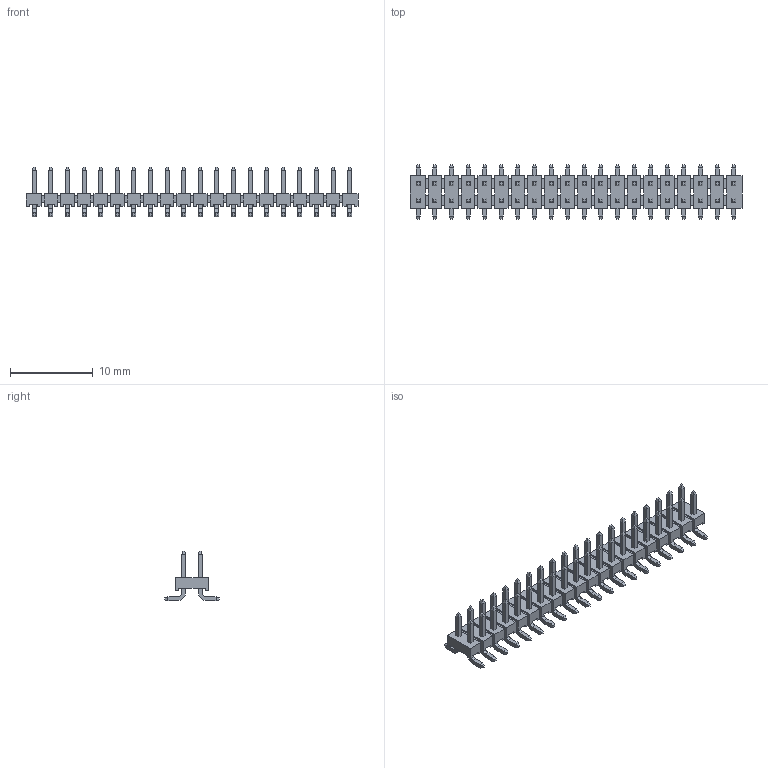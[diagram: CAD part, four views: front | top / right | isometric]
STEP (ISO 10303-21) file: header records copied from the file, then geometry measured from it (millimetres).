
FILE_DESCRIPTION((''),'2;1');
FILE_NAME('SAMTEC_TMM120-01-L-D-SM.stp','2011-04-12T14:32:36',(''),(''),'Mechanical Desktop 2011','Mechanical Desktop 2011',', , ');
FILE_SCHEMA(('AUTOMOTIVE_DESIGN { 1 2 10303 214 1 1 1 1 }'));
Length unit declared in the file: millimetre
Products named in the file (1): Product
Bounding box: 40 x 6.55 x 5.97 mm (x, y, z)
Volume: 241.7 mm3; surface area: 1249.5 mm2
Topology: 141 solids, 141 shells, 1582 faces, 3568 edges, 2268 vertices
Faces by surface type: plane 835, bspline 665, cylinder 82
Entity records: 42819 total; most frequent: CARTESIAN_POINT 9414, ORIENTED_EDGE 7136, DIRECTION 5568, EDGE_CURVE 3568, VECTOR 3404, LINE 3404, VERTEX_POINT 2268, EDGE_LOOP 1582
